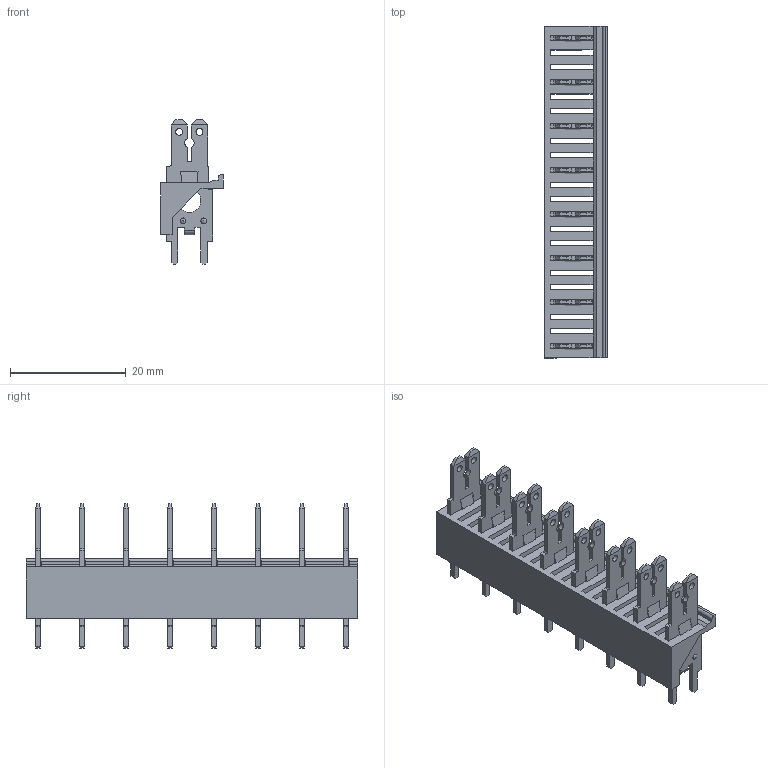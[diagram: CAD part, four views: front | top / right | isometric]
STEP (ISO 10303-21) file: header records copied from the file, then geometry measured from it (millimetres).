
FILE_DESCRIPTION(/* description */ ('Unknown'),/* implementation_level */ '2;1');
FILE_NAME(/* name */ '638307222008',/* time_stamp */ '2020-10-27T13:03:02+01:00',/* author */ ('Unknown'),/* organization */ ('Unknown'),/* preprocessor_version */ 'ST-DEVELOPER v16.7',/* originating_system */ 'DEX',/* authorisation */ $);
FILE_SCHEMA (('AUTOMOTIVE_DESIGN {1 0 10303 214 3 1 1}'));
Length unit declared in the file: millimetre
Products named in the file (3): 6383072220xx; 63800002022; 63800513722
Assembly tree (9 placements, depth 2):
  6383072220xx
    63800002022
    63800513722  x8
Bounding box: 10.9 x 57.46 x 25 mm (x, y, z)
Volume: 2652.3 mm3; surface area: 6215.5 mm2
Topology: 9 solids, 9 shells, 766 faces, 2228 edges, 1436 vertices
Faces by surface type: plane 573, cylinder 145, cone 32, torus 16
Full cylindrical faces by diameter (mm): 1.2 x16, 4 x8
Entity records: 9259 total; most frequent: ORIENTED_EDGE 1674, CARTESIAN_POINT 1653, DIRECTION 1423, EDGE_CURVE 837, LINE 795, VECTOR 795, VERTEX_POINT 544, AXIS2_PLACEMENT_3D 314
